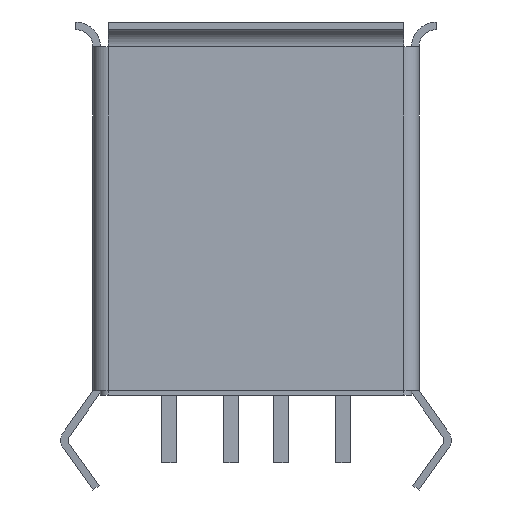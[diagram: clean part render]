
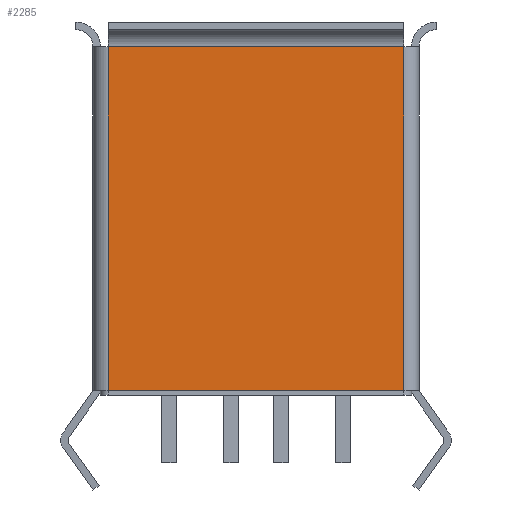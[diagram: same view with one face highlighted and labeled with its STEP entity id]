
A CAD part, front view. The second image highlights one B-rep face of the part: STEP entity #2285.
In plain terms, the highlighted planar face has unit normal (0, -1, 0).
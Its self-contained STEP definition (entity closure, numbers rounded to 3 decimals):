
#273=DIRECTION('',(1.,0.,0.));
#274=VECTOR('',#273,11.86);
#275=CARTESIAN_POINT('',(49.174,46.721,-14.8));
#276=LINE('',#275,#274);
#481=DIRECTION('',(0.,0.,1.));
#482=VECTOR('',#481,13.8);
#483=CARTESIAN_POINT('',(61.034,46.721,-14.8));
#484=LINE('',#483,#482);
#489=DIRECTION('',(-1.,0.,0.));
#490=VECTOR('',#489,11.86);
#491=CARTESIAN_POINT('',(61.034,46.721,-1.));
#492=LINE('',#491,#490);
#681=DIRECTION('',(0.,0.,-1.));
#682=VECTOR('',#681,13.8);
#683=CARTESIAN_POINT('',(49.174,46.721,-1.));
#684=LINE('',#683,#682);
#1385=CARTESIAN_POINT('',(49.174,46.721,-14.8));
#1386=VERTEX_POINT('',#1385);
#1387=CARTESIAN_POINT('',(61.034,46.721,-14.8));
#1388=VERTEX_POINT('',#1387);
#1494=CARTESIAN_POINT('',(61.034,46.721,-1.));
#1496=VERTEX_POINT('',#1494);
#1501=CARTESIAN_POINT('',(49.174,46.721,-1.));
#1502=VERTEX_POINT('',#1501);
#2272=CARTESIAN_POINT('',(49.174,46.721,0.3));
#2273=DIRECTION('',(0.,-1.,0.));
#2274=DIRECTION('',(0.,0.,-1.));
#2275=AXIS2_PLACEMENT_3D('',#2272,#2273,#2274);
#2276=PLANE('',#2275);
#2278=ORIENTED_EDGE('',*,*,#2277,.F.);
#2279=ORIENTED_EDGE('',*,*,#2266,.F.);
#2280=ORIENTED_EDGE('',*,*,#2018,.F.);
#2282=ORIENTED_EDGE('',*,*,#2281,.F.);
#2283=EDGE_LOOP('',(#2278,#2279,#2280,#2282));
#2284=FACE_OUTER_BOUND('',#2283,.F.);
#2285=ADVANCED_FACE('',(#2284),#2276,.T.);
#2018=EDGE_CURVE('',#1386,#1388,#276,.T.);
#2266=EDGE_CURVE('',#1388,#1496,#484,.T.);
#2277=EDGE_CURVE('',#1496,#1502,#492,.T.);
#2281=EDGE_CURVE('',#1502,#1386,#684,.T.);
